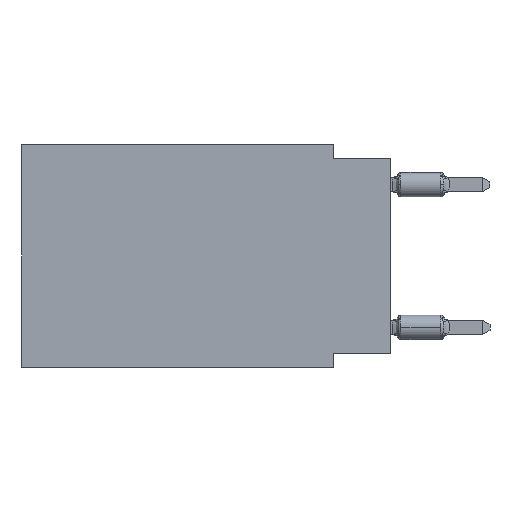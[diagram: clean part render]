
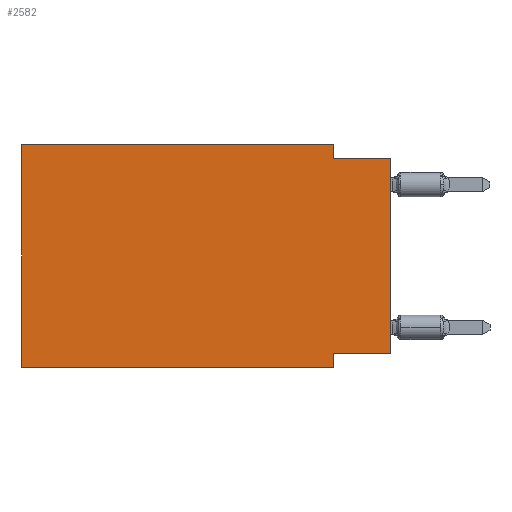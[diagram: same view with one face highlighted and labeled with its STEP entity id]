
A CAD part, left-side view. The second image highlights one B-rep face of the part: STEP entity #2582.
In plain terms, the highlighted planar face has unit normal (-1, 0, 0).
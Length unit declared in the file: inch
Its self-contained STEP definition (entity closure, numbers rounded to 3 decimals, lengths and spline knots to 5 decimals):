
#41 = EDGE_CURVE ( 'NONE', #6239, #3553, #6488, .T. ) ;
#83 = EDGE_CURVE ( 'NONE', #6239, #7650, #1142, .T. ) ;
#119 = CARTESIAN_POINT ( 'NONE',  ( 0., 0.1, -0.365 ) ) ;
#140 = EDGE_CURVE ( 'NONE', #7650, #861, #2507, .T. ) ;
#330 = ORIENTED_EDGE ( 'NONE', *, *, #83, .F. ) ;
#470 = DIRECTION ( 'NONE',  ( 0., 0., -1. ) ) ;
#550 = CARTESIAN_POINT ( 'NONE',  ( 0., 0.1, 0. ) ) ;
#722 = EDGE_CURVE ( 'NONE', #9650, #10217, #5457, .T. ) ;
#861 = VERTEX_POINT ( 'NONE', #3502 ) ;
#1142 = LINE ( 'NONE', #8328, #2329 ) ;
#1274 = VECTOR ( 'NONE', #4463, 39.37008 ) ;
#1595 = CARTESIAN_POINT ( 'NONE',  ( 0., 0.645, -0.39 ) ) ;
#1765 = VECTOR ( 'NONE', #12132, 39.37008 ) ;
#2095 = LINE ( 'NONE', #2881, #1765 ) ;
#2109 = VECTOR ( 'NONE', #6119, 39.37008 ) ;
#2329 = VECTOR ( 'NONE', #5327, 39.37008 ) ;
#2507 = LINE ( 'NONE', #6569, #1274 ) ;
#2582 = ADVANCED_FACE ( 'NONE', ( #8060 ), #9858, .F. ) ;
#2843 = VECTOR ( 'NONE', #12577, 39.37008 ) ;
#2881 = CARTESIAN_POINT ( 'NONE',  ( 0., 0.645, 0. ) ) ;
#2890 = DIRECTION ( 'NONE',  ( 0., 0., -1. ) ) ;
#3502 = CARTESIAN_POINT ( 'NONE',  ( 0., 0.1, -0.39 ) ) ;
#3504 = CARTESIAN_POINT ( 'NONE',  ( 0., 0.645, 0. ) ) ;
#3508 = CARTESIAN_POINT ( 'NONE',  ( 0., 0.1, -0.025 ) ) ;
#3553 = VERTEX_POINT ( 'NONE', #9024 ) ;
#3803 = CARTESIAN_POINT ( 'NONE',  ( 0., 0.645, 0. ) ) ;
#4085 = ORIENTED_EDGE ( 'NONE', *, *, #140, .F. ) ;
#4370 = DIRECTION ( 'NONE',  ( 0., -1., 0. ) ) ;
#4427 = CARTESIAN_POINT ( 'NONE',  ( 0., 0.645, -0.39 ) ) ;
#4463 = DIRECTION ( 'NONE',  ( 0., 0., -1. ) ) ;
#4497 = LINE ( 'NONE', #5756, #2843 ) ;
#5044 = CARTESIAN_POINT ( 'NONE',  ( 0., 0.645, 0. ) ) ;
#5158 = VERTEX_POINT ( 'NONE', #1595 ) ;
#5327 = DIRECTION ( 'NONE',  ( 0., 1., 0. ) ) ;
#5353 = VECTOR ( 'NONE', #7496, 39.37008 ) ;
#5423 = LINE ( 'NONE', #4427, #8926 ) ;
#5457 = LINE ( 'NONE', #550, #8380 ) ;
#5756 = CARTESIAN_POINT ( 'NONE',  ( 0., 0., -0.025 ) ) ;
#5979 = CARTESIAN_POINT ( 'NONE',  ( 0., 0., -0.365 ) ) ;
#6119 = DIRECTION ( 'NONE',  ( 0., 0., 1. ) ) ;
#6140 = ORIENTED_EDGE ( 'NONE', *, *, #722, .F. ) ;
#6167 = VERTEX_POINT ( 'NONE', #5044 ) ;
#6239 = VERTEX_POINT ( 'NONE', #5979 ) ;
#6488 = LINE ( 'NONE', #9264, #2109 ) ;
#6569 = CARTESIAN_POINT ( 'NONE',  ( 0., 0.1, -0.39 ) ) ;
#7496 = DIRECTION ( 'NONE',  ( 0., 0., 1. ) ) ;
#7650 = VERTEX_POINT ( 'NONE', #119 ) ;
#8060 = FACE_OUTER_BOUND ( 'NONE', #12500, .T. ) ;
#8071 = ORIENTED_EDGE ( 'NONE', *, *, #41, .T. ) ;
#8328 = CARTESIAN_POINT ( 'NONE',  ( 0., 0., -0.365 ) ) ;
#8380 = VECTOR ( 'NONE', #470, 39.37008 ) ;
#8529 = CARTESIAN_POINT ( 'NONE',  ( 0., 0.1, 0. ) ) ;
#8716 = ORIENTED_EDGE ( 'NONE', *, *, #11079, .F. ) ;
#8926 = VECTOR ( 'NONE', #4370, 39.37008 ) ;
#9024 = CARTESIAN_POINT ( 'NONE',  ( 0., 0., -0.025 ) ) ;
#9113 = EDGE_CURVE ( 'NONE', #5158, #861, #5423, .T. ) ;
#9250 = EDGE_CURVE ( 'NONE', #10217, #3553, #4497, .T. ) ;
#9264 = CARTESIAN_POINT ( 'NONE',  ( 0., 0., 0. ) ) ;
#9334 = EDGE_CURVE ( 'NONE', #5158, #6167, #9616, .T. ) ;
#9354 = ORIENTED_EDGE ( 'NONE', *, *, #9334, .F. ) ;
#9616 = LINE ( 'NONE', #3504, #5353 ) ;
#9650 = VERTEX_POINT ( 'NONE', #8529 ) ;
#9858 = PLANE ( 'NONE',  #12121 ) ;
#10217 = VERTEX_POINT ( 'NONE', #3508 ) ;
#10847 = DIRECTION ( 'NONE',  ( 1., 0., 0. ) ) ;
#11079 = EDGE_CURVE ( 'NONE', #6167, #9650, #2095, .T. ) ;
#11686 = ORIENTED_EDGE ( 'NONE', *, *, #9250, .F. ) ;
#12106 = ORIENTED_EDGE ( 'NONE', *, *, #9113, .T. ) ;
#12121 = AXIS2_PLACEMENT_3D ( 'NONE', #3803, #10847, #2890 ) ;
#12132 = DIRECTION ( 'NONE',  ( 0., -1., 0. ) ) ;
#12500 = EDGE_LOOP ( 'NONE', ( #8071, #11686, #6140, #8716, #9354, #12106, #4085, #330 ) ) ;
#12577 = DIRECTION ( 'NONE',  ( 0., -1., 0. ) ) ;
